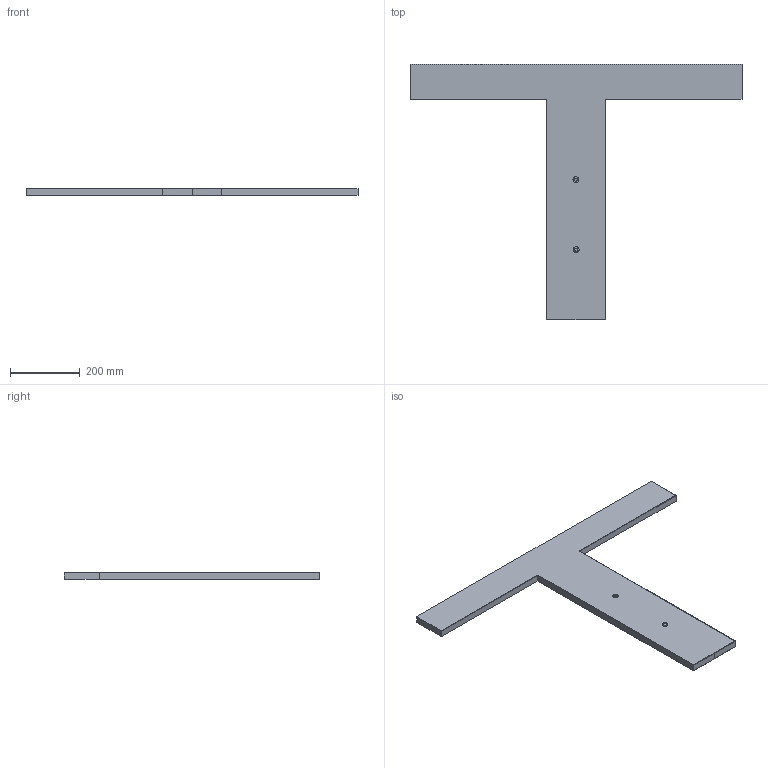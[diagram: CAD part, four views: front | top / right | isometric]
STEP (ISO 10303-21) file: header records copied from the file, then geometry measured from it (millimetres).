
FILE_DESCRIPTION(('FreeCAD Model'),'2;1');
FILE_NAME('Open CASCADE Shape Model','2021-04-10T17:18:15',('Author'),( ''),'Open CASCADE STEP processor 7.4','FreeCAD','Unknown');
FILE_SCHEMA(('AUTOMOTIVE_DESIGN { 1 0 10303 214 1 1 1 1 }'));
Length unit declared in the file: millimetre
Products named in the file (17): PLAQUE_ALU_VCC; Body; Sketch; Pad; Sketch001; Pocket; Chamfer; Sketch002; Pocket001; Chamfer001; Chamfer002; Chamfer003; Chamfer004; Chamfer005; Chamfer006; Chamfer007; Chamfer008
Assembly tree (16 placements, depth 2):
  PLAQUE_ALU_VCC
    Body
    Sketch
    Pad
    Sketch001
    Pocket
    Chamfer
    Sketch002
    Pocket001
    Chamfer001
    Chamfer002
    Chamfer003
    Chamfer004
    Chamfer005
    Chamfer006
    Chamfer007
    Chamfer008
Bounding box: 950 x 730 x 20 mm (x, y, z)
Surface area: 6128151.4 mm2
Topology: 13 solids, 13 shells, 253 faces, 647 edges, 430 vertices
Faces by surface type: plane 197, cone 29, cylinder 22, bspline 5
Full cylindrical faces by diameter (mm): 9 x22
Entity records: 16361 total; most frequent: CARTESIAN_POINT 3084, DIRECTION 2358, LINE 1678, VECTOR 1678, ORIENTED_EDGE 1270, PCURVE 1270, DEFINITIONAL_REPRESENTATION 1270, EDGE_CURVE 635
